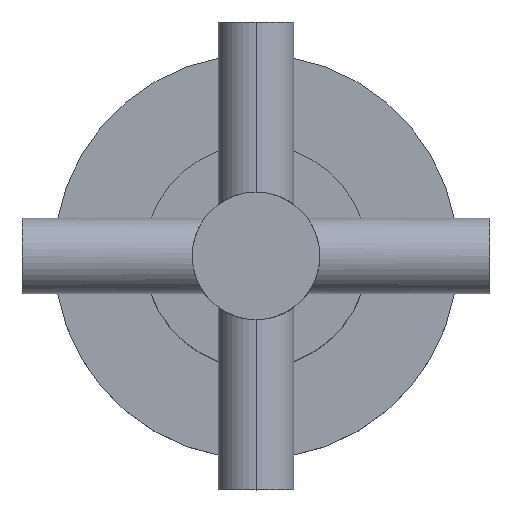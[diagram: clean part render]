
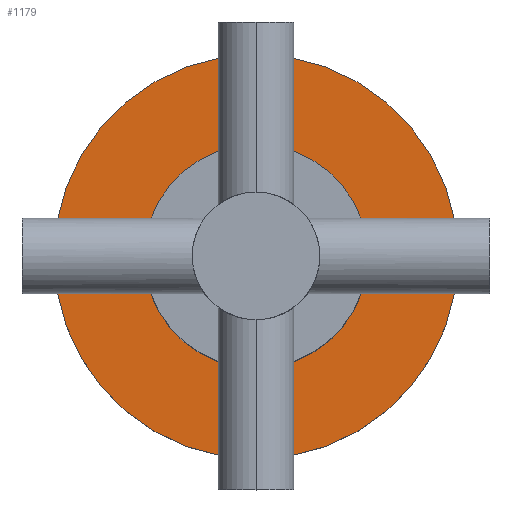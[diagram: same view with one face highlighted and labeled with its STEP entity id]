
A CAD part, top view. The second image highlights one B-rep face of the part: STEP entity #1179.
In plain terms, the highlighted planar face has unit normal (0, 0, 1).
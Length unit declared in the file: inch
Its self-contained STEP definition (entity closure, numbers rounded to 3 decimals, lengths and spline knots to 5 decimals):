
#535=CARTESIAN_POINT('',(0.,0.,0.375));
#536=DIRECTION('',(0.,0.,-1.));
#537=DIRECTION('',(0.,1.,0.));
#538=AXIS2_PLACEMENT_3D('',#535,#536,#537);
#549=CARTESIAN_POINT('',(0.,0.,0.375));
#550=DIRECTION('',(0.,0.,-1.));
#551=DIRECTION('',(0.,-1.,0.));
#552=AXIS2_PLACEMENT_3D('',#549,#550,#551);
#558=CARTESIAN_POINT('',(0.,0.,0.375));
#559=DIRECTION('',(0.,0.,1.));
#560=DIRECTION('',(0.,-1.,0.));
#561=AXIS2_PLACEMENT_3D('',#558,#559,#560);
#563=CARTESIAN_POINT('',(0.,0.,0.375));
#564=DIRECTION('',(0.,0.,-1.));
#565=DIRECTION('',(0.,-1.,0.));
#566=AXIS2_PLACEMENT_3D('',#563,#564,#565);
#590=CARTESIAN_POINT('',(0.,-1.1875,0.375));
#591=CARTESIAN_POINT('',(0.,1.1875,0.375));
#592=VERTEX_POINT('',#590);
#593=VERTEX_POINT('',#591);
#658=CARTESIAN_POINT('',(0.,0.65625,0.375));
#659=CARTESIAN_POINT('',(0.,-0.65625,0.375));
#660=VERTEX_POINT('',#658);
#661=VERTEX_POINT('',#659);
#1164=CARTESIAN_POINT('',(0.,0.,0.375));
#1165=DIRECTION('',(0.,0.,-1.));
#1166=DIRECTION('',(0.,1.,0.));
#1167=AXIS2_PLACEMENT_3D('',#1164,#1165,#1166);
#1168=PLANE('',#1167);
#1170=ORIENTED_EDGE('',*,*,#1169,.F.);
#1172=ORIENTED_EDGE('',*,*,#1171,.T.);
#1173=EDGE_LOOP('',(#1170,#1172));
#1174=FACE_OUTER_BOUND('',#1173,.F.);
#1175=ORIENTED_EDGE('',*,*,#1144,.F.);
#1176=ORIENTED_EDGE('',*,*,#1158,.F.);
#1177=EDGE_LOOP('',(#1175,#1176));
#1178=FACE_BOUND('',#1177,.F.);
#1179=ADVANCED_FACE('',(#1174,#1178),#1168,.F.);
#539=CIRCLE('',#538,0.65625);
#553=CIRCLE('',#552,0.65625);
#562=CIRCLE('',#561,1.1875);
#567=CIRCLE('',#566,1.1875);
#1144=EDGE_CURVE('',#660,#661,#539,.T.);
#1158=EDGE_CURVE('',#661,#660,#553,.T.);
#1169=EDGE_CURVE('',#592,#593,#562,.T.);
#1171=EDGE_CURVE('',#592,#593,#567,.T.);
